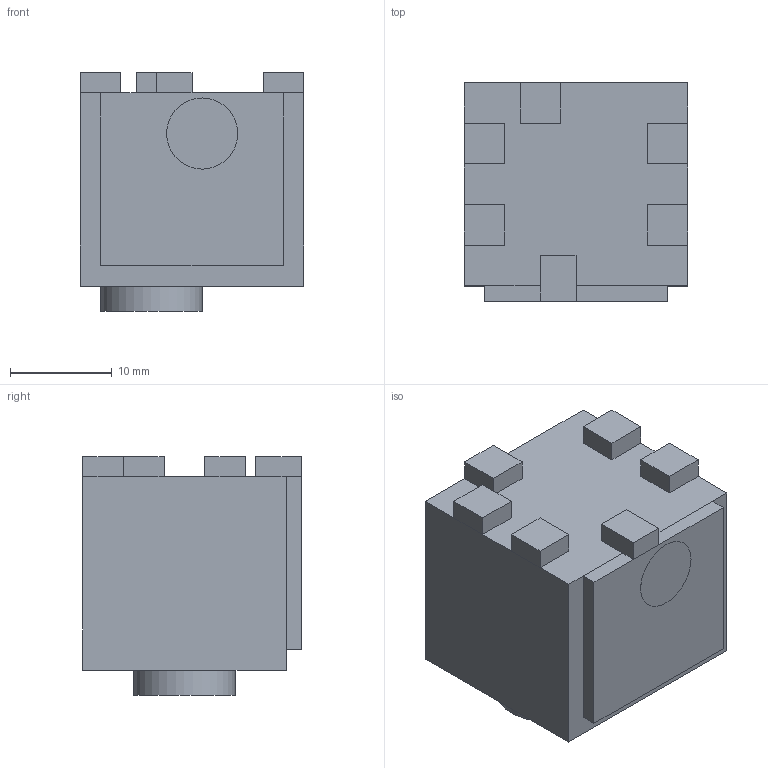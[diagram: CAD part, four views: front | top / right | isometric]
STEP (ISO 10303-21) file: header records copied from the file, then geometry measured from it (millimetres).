
FILE_DESCRIPTION(('FreeCAD Model'),'2;1');
FILE_NAME( 'SolidSock_v2.step', '2016-12-29T15:46:44',('Author'),(''), 'Open CASCADE STEP processor 6.9','FreeCAD','Unknown');
FILE_SCHEMA(('AUTOMOTIVE_DESIGN_CC2 { 1 2 10303 214 -1 1 5 4 }'));
Length unit declared in the file: millimetre
Products named in the file (2): ASSEMBLY; Pocket001
Assembly tree (1 placements, depth 2):
  ASSEMBLY
    Pocket001
Bounding box: 22 x 21.51 x 23.5 mm (x, y, z)
Volume: 9207.2 mm3; surface area: 2851.8 mm2
Topology: 1 solids, 1 shells, 48 faces, 115 edges, 72 vertices
Faces by surface type: plane 45, cylinder 3
Full cylindrical faces by diameter (mm): 6.5 x1, 7 x1, 10 x1
Entity records: 2896 total; most frequent: CARTESIAN_POINT 485, DIRECTION 448, LINE 333, VECTOR 333, ORIENTED_EDGE 230, PCURVE 230, DEFINITIONAL_REPRESENTATION 230, EDGE_CURVE 115
